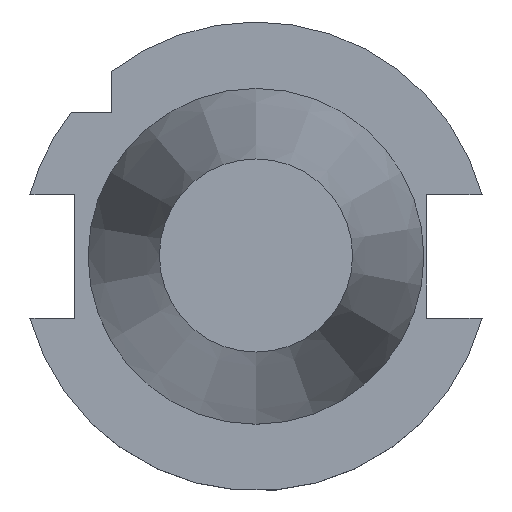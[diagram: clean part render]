
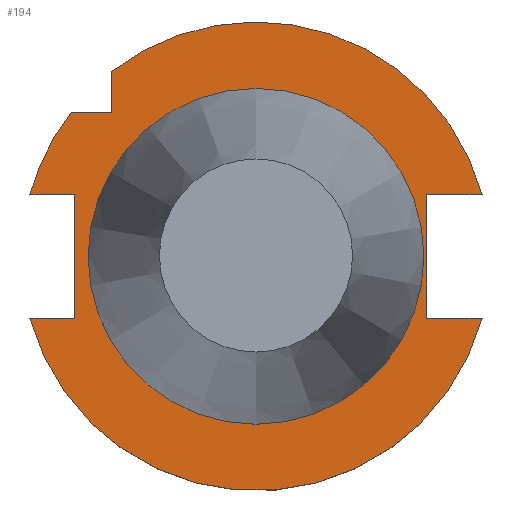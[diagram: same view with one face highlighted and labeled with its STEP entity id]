
A CAD part, top view. The second image highlights one B-rep face of the part: STEP entity #194.
In plain terms, the highlighted planar face has unit normal (0, 0, 1).
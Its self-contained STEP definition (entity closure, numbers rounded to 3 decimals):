
#177=EDGE_CURVE('240[2]',#524,#525,#526,.T.);
#194=ADVANCED_FACE('240[2]',(#552,#553),#554,.T.);
#198=EDGE_CURVE('240[2]',#535,#560,#561,.T.);
#220=EDGE_CURVE('240[2]',#592,#535,#593,.T.);
#224=EDGE_CURVE('240[2]',#592,#599,#600,.T.);
#234=EDGE_CURVE('240[2]',#615,#616,#617,.T.);
#236=EDGE_CURVE('240[2]',#525,#619,#620,.T.);
#240=EDGE_CURVE('240[2]',#625,#625,#626,.T.);
#290=EDGE_CURVE('240[2]',#524,#508,#702,.T.);
#387=EDGE_CURVE('240[2]',#560,#616,#831,.T.);
#405=EDGE_CURVE('240[2]',#652,#508,#853,.T.);
#415=EDGE_CURVE('240[2]',#619,#599,#864,.T.);
#448=EDGE_CURVE('240[2]',#615,#652,#905,.T.);
#508=VERTEX_POINT('',#961);
#524=VERTEX_POINT('',#982);
#525=VERTEX_POINT('',#983);
#526=LINE('',#984,#985);
#535=VERTEX_POINT('',#998);
#552=FACE_OUTER_BOUND('',#1085,.T.);
#553=FACE_BOUND('',#1086,.T.);
#554=PLANE('',#1087);
#560=VERTEX_POINT('',#1096);
#561=LINE('',#1097,#1098);
#592=VERTEX_POINT('',#1205);
#593=LINE('',#1206,#1207);
#599=VERTEX_POINT('',#1216);
#600=CIRCLE('',#1217,48.75);
#615=VERTEX_POINT('',#1240);
#616=VERTEX_POINT('',#1241);
#617=CIRCLE('',#1242,48.75);
#619=VERTEX_POINT('',#1245);
#620=LINE('',#1246,#1247);
#625=VERTEX_POINT('',#1254);
#626=CIRCLE('',#1255,34.925);
#652=VERTEX_POINT('',#1301);
#702=CIRCLE('',#1414,48.75);
#831=LINE('',#1632,#1633);
#853=LINE('',#1675,#1676);
#864=LINE('',#1702,#1703);
#905=LINE('',#1770,#1771);
#961=CARTESIAN_POINT('',(-38.426,30.0,-3.2));
#982=CARTESIAN_POINT('',(-47.026,12.85,-3.2));
#983=CARTESIAN_POINT('',(-37.7,12.85,-3.2));
#984=CARTESIAN_POINT('',(-21.972,12.85,-3.2));
#985=VECTOR('',#1874,1.0);
#998=CARTESIAN_POINT('',(35.5,-12.85,-3.2));
#1085=EDGE_LOOP('',(#1897,#1898,#1899,#1900,#1901,#1902,#1903,#1904,#1905,#1906,#1907));
#1086=EDGE_LOOP('',(#1908));
#1087=AXIS2_PLACEMENT_3D('',#1909,#1910,#1911);
#1096=CARTESIAN_POINT('',(35.5,12.85,-3.2));
#1097=CARTESIAN_POINT('',(35.5,20.919,-3.2));
#1098=VECTOR('',#1913,1.0);
#1205=CARTESIAN_POINT('',(47.026,-12.85,-3.2));
#1206=CARTESIAN_POINT('',(21.422,-12.85,-3.2));
#1207=VECTOR('',#1961,1.0);
#1216=CARTESIAN_POINT('',(-47.026,-12.85,-3.2));
#1217=AXIS2_PLACEMENT_3D('',#1963,#1964,#1965);
#1240=CARTESIAN_POINT('',(-30.0,38.426,-3.2));
#1241=CARTESIAN_POINT('',(47.026,12.85,-3.2));
#1242=AXIS2_PLACEMENT_3D('',#1972,#1973,#1974);
#1245=CARTESIAN_POINT('',(-37.7,-12.85,-3.2));
#1246=CARTESIAN_POINT('',(-37.7,20.919,-3.2));
#1247=VECTOR('',#1975,1.0);
#1254=CARTESIAN_POINT('',(0.,34.925,-3.2));
#1255=AXIS2_PLACEMENT_3D('',#1979,#1980,#1981);
#1301=CARTESIAN_POINT('',(-30.0,30.0,-3.2));
#1414=AXIS2_PLACEMENT_3D('',#2044,#2045,#2046);
#1632=CARTESIAN_POINT('',(21.422,12.85,-3.2));
#1633=VECTOR('',#2209,1.0);
#1675=CARTESIAN_POINT('',(-18.059,30.0,-3.2));
#1676=VECTOR('',#2229,1.0);
#1702=CARTESIAN_POINT('',(-21.972,-12.85,-3.2));
#1703=VECTOR('',#2237,1.0);
#1770=CARTESIAN_POINT('',(-30.0,38.978,-3.2));
#1771=VECTOR('',#2290,1.0);
#1874=DIRECTION('',(1.0,0.,0.));
#1897=ORIENTED_EDGE('',*,*,#405,.T.);
#1898=ORIENTED_EDGE('',*,*,#290,.F.);
#1899=ORIENTED_EDGE('',*,*,#177,.T.);
#1900=ORIENTED_EDGE('',*,*,#236,.T.);
#1901=ORIENTED_EDGE('',*,*,#415,.T.);
#1902=ORIENTED_EDGE('',*,*,#224,.F.);
#1903=ORIENTED_EDGE('',*,*,#220,.T.);
#1904=ORIENTED_EDGE('',*,*,#198,.T.);
#1905=ORIENTED_EDGE('',*,*,#387,.T.);
#1906=ORIENTED_EDGE('',*,*,#234,.F.);
#1907=ORIENTED_EDGE('',*,*,#448,.T.);
#1908=ORIENTED_EDGE('',*,*,#240,.T.);
#1909=CARTESIAN_POINT('',(0.,41.838,-3.2));
#1910=DIRECTION('',(0.,0.,1.0));
#1911=DIRECTION('',(0.,-1.0,0.));
#1913=DIRECTION('',(0.0,1.0,0.));
#1961=DIRECTION('',(-1.0,0.,0.));
#1963=CARTESIAN_POINT('',(0.,0.,-3.2));
#1964=DIRECTION('',(0.,0.,-1.0));
#1965=DIRECTION('',(0.,1.0,0.));
#1972=CARTESIAN_POINT('',(0.,0.,-3.2));
#1973=DIRECTION('',(0.,0.,-1.0));
#1974=DIRECTION('',(0.,1.0,0.));
#1975=DIRECTION('',(0.0,-1.0,0.));
#1979=CARTESIAN_POINT('',(0.,0.,-3.2));
#1980=DIRECTION('',(0.,0.,-1.0));
#1981=DIRECTION('',(0.,1.0,0.));
#2044=CARTESIAN_POINT('',(0.,0.,-3.2));
#2045=DIRECTION('',(0.,0.,-1.0));
#2046=DIRECTION('',(0.,1.0,0.));
#2209=DIRECTION('',(1.0,0.,0.));
#2229=DIRECTION('',(-1.0,0.0,0.));
#2237=DIRECTION('',(-1.0,0.,0.));
#2290=DIRECTION('',(0.0,-1.0,0.));
